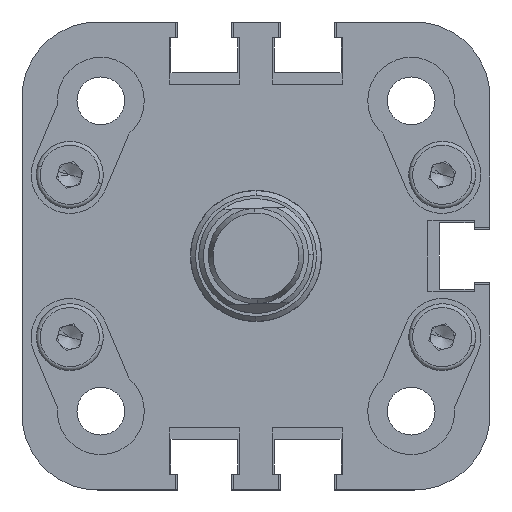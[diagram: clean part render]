
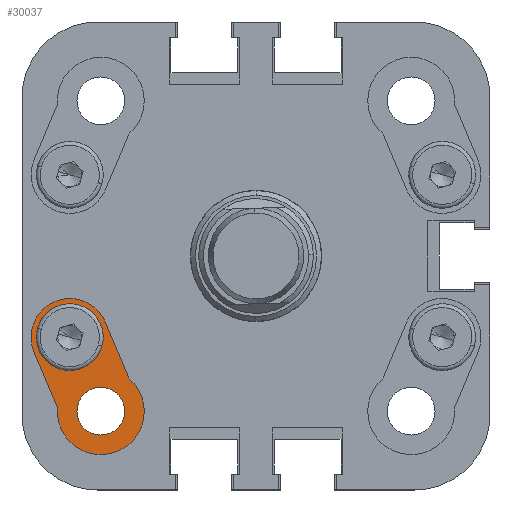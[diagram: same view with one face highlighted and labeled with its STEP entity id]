
A CAD part, left-side view. The second image highlights one B-rep face of the part: STEP entity #30037.
In plain terms, the highlighted face is planar.
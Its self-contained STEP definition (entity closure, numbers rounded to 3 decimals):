
#583 = DIRECTION ( 'NONE',  ( 1., 0., 0. ) ) ;
#1860 = EDGE_CURVE ( 'NONE', #28659, #22516, #7985, .T. ) ;
#1963 = VERTEX_POINT ( 'NONE', #13141 ) ;
#2083 = CIRCLE ( 'NONE', #5134, 2.5 ) ;
#3449 = CARTESIAN_POINT ( 'NONE',  ( -4.5, 16.25, 16.25 ) ) ;
#3627 = EDGE_CURVE ( 'NONE', #37058, #17216, #15376, .T. ) ;
#3637 = CARTESIAN_POINT ( 'NONE',  ( -4.5, 19.5, 8.5 ) ) ;
#4090 = EDGE_CURVE ( 'NONE', #10313, #37058, #12700, .T. ) ;
#4135 = CIRCLE ( 'NONE', #12062, 2.65 ) ;
#4639 = CARTESIAN_POINT ( 'NONE',  ( -4.5, 15.765, 6.934 ) ) ;
#4735 = DIRECTION ( 'NONE',  ( 1., 0., 0. ) ) ;
#5134 = AXIS2_PLACEMENT_3D ( 'NONE', #3449, #583, #20783 ) ;
#5190 = CARTESIAN_POINT ( 'NONE',  ( -4.5, 19.985, 17.816 ) ) ;
#5442 = CARTESIAN_POINT ( 'NONE',  ( -4.5, 22.15, 8.5 ) ) ;
#5785 = DIRECTION ( 'NONE',  ( 1., 0., 0. ) ) ;
#6879 = ORIENTED_EDGE ( 'NONE', *, *, #15791, .F. ) ;
#7985 = CIRCLE ( 'NONE', #15896, 2.65 ) ;
#8297 = VERTEX_POINT ( 'NONE', #28163 ) ;
#8462 = CARTESIAN_POINT ( 'NONE',  ( -4.5, 19.5, 11.15 ) ) ;
#9064 = ORIENTED_EDGE ( 'NONE', *, *, #31804, .F. ) ;
#9124 = EDGE_CURVE ( 'NONE', #1963, #18721, #37044, .T. ) ;
#9532 = DIRECTION ( 'NONE',  ( 0., 0., -1. ) ) ;
#10313 = VERTEX_POINT ( 'NONE', #32360 ) ;
#10459 = DIRECTION ( 'NONE',  ( 0., 0., -1. ) ) ;
#10823 = EDGE_LOOP ( 'NONE', ( #16230, #9064 ) ) ;
#11146 = FACE_BOUND ( 'NONE', #32011, .T. ) ;
#11245 = ORIENTED_EDGE ( 'NONE', *, *, #27470, .T. ) ;
#11947 = CIRCLE ( 'NONE', #12546, 4.55 ) ;
#12062 = AXIS2_PLACEMENT_3D ( 'NONE', #13670, #4735, #15980 ) ;
#12188 = CIRCLE ( 'NONE', #13375, 2.5 ) ;
#12202 = DIRECTION ( 'NONE',  ( 0., 0., -1. ) ) ;
#12546 = AXIS2_PLACEMENT_3D ( 'NONE', #31726, #5785, #9532 ) ;
#12700 = LINE ( 'NONE', #24522, #36127 ) ;
#13141 = CARTESIAN_POINT ( 'NONE',  ( -4.5, 23.235, 10.066 ) ) ;
#13375 = AXIS2_PLACEMENT_3D ( 'NONE', #24871, #36510, #13971 ) ;
#13670 = CARTESIAN_POINT ( 'NONE',  ( -4.5, 19.5, 8.5 ) ) ;
#13724 = CIRCLE ( 'NONE', #31423, 4.05 ) ;
#13971 = DIRECTION ( 'NONE',  ( 0., 0., 1. ) ) ;
#15376 = CIRCLE ( 'NONE', #24491, 4.05 ) ;
#15398 = EDGE_LOOP ( 'NONE', ( #15904, #33308, #29537, #26462, #11245 ) ) ;
#15791 = EDGE_CURVE ( 'NONE', #22516, #28659, #4135, .T. ) ;
#15896 = AXIS2_PLACEMENT_3D ( 'NONE', #3637, #36041, #12202 ) ;
#15904 = ORIENTED_EDGE ( 'NONE', *, *, #9124, .T. ) ;
#15980 = DIRECTION ( 'NONE',  ( 0., 0., -1. ) ) ;
#16188 = FACE_OUTER_BOUND ( 'NONE', #15398, .T. ) ;
#16230 = ORIENTED_EDGE ( 'NONE', *, *, #19721, .F. ) ;
#17067 = DIRECTION ( 'NONE',  ( -1., 0., 0. ) ) ;
#17216 = VERTEX_POINT ( 'NONE', #35802 ) ;
#18473 = DIRECTION ( 'NONE',  ( 1., 0., 0. ) ) ;
#18488 = CARTESIAN_POINT ( 'NONE',  ( -4.5, 16.25, 13.75 ) ) ;
#18721 = VERTEX_POINT ( 'NONE', #35564 ) ;
#19721 = EDGE_CURVE ( 'NONE', #21392, #8297, #12188, .T. ) ;
#20114 = PLANE ( 'NONE',  #23311 ) ;
#20783 = DIRECTION ( 'NONE',  ( 0., 0., 1. ) ) ;
#21392 = VERTEX_POINT ( 'NONE', #18488 ) ;
#22099 = CARTESIAN_POINT ( 'NONE',  ( -4.5, 19.5, 8.5 ) ) ;
#22516 = VERTEX_POINT ( 'NONE', #28779 ) ;
#23311 = AXIS2_PLACEMENT_3D ( 'NONE', #5442, #17067, #29090 ) ;
#24491 = AXIS2_PLACEMENT_3D ( 'NONE', #22099, #18473, #10459 ) ;
#24522 = CARTESIAN_POINT ( 'NONE',  ( -4.5, 12.515, 14.684 ) ) ;
#24693 = DIRECTION ( 'NONE',  ( 0., 0., -1. ) ) ;
#24769 = ORIENTED_EDGE ( 'NONE', *, *, #1860, .F. ) ;
#24871 = CARTESIAN_POINT ( 'NONE',  ( -4.5, 16.25, 16.25 ) ) ;
#25328 = VECTOR ( 'NONE', #34375, 1000. ) ;
#26462 = ORIENTED_EDGE ( 'NONE', *, *, #3627, .T. ) ;
#27470 = EDGE_CURVE ( 'NONE', #17216, #1963, #13724, .T. ) ;
#28163 = CARTESIAN_POINT ( 'NONE',  ( -4.5, 16.25, 18.75 ) ) ;
#28659 = VERTEX_POINT ( 'NONE', #8462 ) ;
#28779 = CARTESIAN_POINT ( 'NONE',  ( -4.5, 19.5, 5.85 ) ) ;
#29090 = DIRECTION ( 'NONE',  ( 0., 0., 1. ) ) ;
#29537 = ORIENTED_EDGE ( 'NONE', *, *, #4090, .T. ) ;
#30037 = ADVANCED_FACE ( 'NONE', ( #11146, #16188, #31578 ), #20114, .F. ) ;
#30988 = DIRECTION ( 'NONE',  ( 1., 0., 0. ) ) ;
#31423 = AXIS2_PLACEMENT_3D ( 'NONE', #33867, #30988, #24693 ) ;
#31578 = FACE_BOUND ( 'NONE', #10823, .T. ) ;
#31726 = CARTESIAN_POINT ( 'NONE',  ( -4.5, 16.25, 16.25 ) ) ;
#31804 = EDGE_CURVE ( 'NONE', #8297, #21392, #2083, .T. ) ;
#32011 = EDGE_LOOP ( 'NONE', ( #6879, #24769 ) ) ;
#32360 = CARTESIAN_POINT ( 'NONE',  ( -4.5, 13.317, 12.771 ) ) ;
#33308 = ORIENTED_EDGE ( 'NONE', *, *, #35574, .T. ) ;
#33867 = CARTESIAN_POINT ( 'NONE',  ( -4.5, 19.5, 8.5 ) ) ;
#34375 = DIRECTION ( 'NONE',  ( 0., -0.387, 0.922 ) ) ;
#35564 = CARTESIAN_POINT ( 'NONE',  ( -4.5, 20.787, 15.904 ) ) ;
#35574 = EDGE_CURVE ( 'NONE', #18721, #10313, #11947, .T. ) ;
#35802 = CARTESIAN_POINT ( 'NONE',  ( -4.5, 19.5, 4.45 ) ) ;
#36041 = DIRECTION ( 'NONE',  ( 1., 0., 0. ) ) ;
#36127 = VECTOR ( 'NONE', #36167, 1000. ) ;
#36167 = DIRECTION ( 'NONE',  ( 0., 0.387, -0.922 ) ) ;
#36510 = DIRECTION ( 'NONE',  ( 1., 0., 0. ) ) ;
#37044 = LINE ( 'NONE', #5190, #25328 ) ;
#37058 = VERTEX_POINT ( 'NONE', #4639 ) ;
